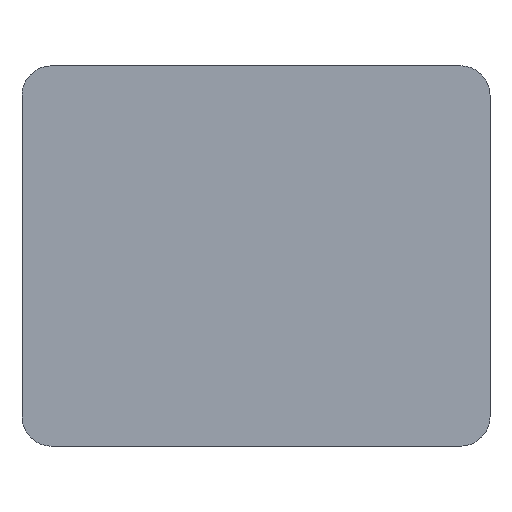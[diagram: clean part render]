
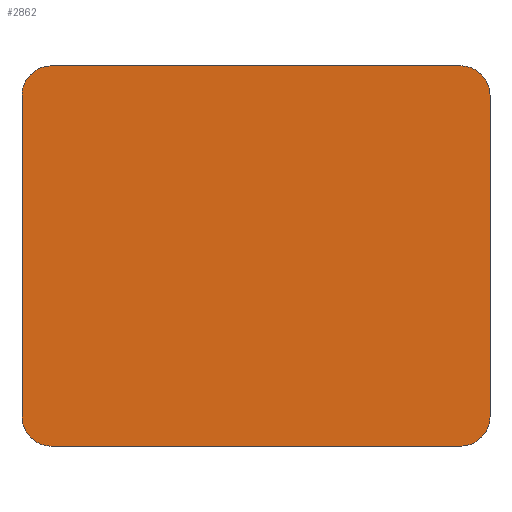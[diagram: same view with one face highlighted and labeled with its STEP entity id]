
A CAD part, front view. The second image highlights one B-rep face of the part: STEP entity #2862.
In plain terms, the highlighted free-form (B-spline) face has degree [1, 1] with [2, 2] control points.
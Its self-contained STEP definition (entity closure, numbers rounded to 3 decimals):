
#2606 = EDGE_CURVE('',#2607,#2609,#2611,.T.);
#2607 = VERTEX_POINT('',#2608);
#2608 = CARTESIAN_POINT('',(-75.44,-16.166,
    70.052));
#2609 = VERTEX_POINT('',#2610);
#2610 = CARTESIAN_POINT('',(-86.217,-16.166,
    59.274));
#2611 = ( BOUNDED_CURVE() B_SPLINE_CURVE(2,(#2612,#2613,#2614),
.UNSPECIFIED.,.F.,.F.) B_SPLINE_CURVE_WITH_KNOTS((3,3),(3.142,
4.712),.PIECEWISE_BEZIER_KNOTS.) CURVE() 
GEOMETRIC_REPRESENTATION_ITEM() RATIONAL_B_SPLINE_CURVE((1.,
0.707,1.)) REPRESENTATION_ITEM('') );
#2612 = CARTESIAN_POINT('',(-75.44,-16.166,
    70.052));
#2613 = CARTESIAN_POINT('',(-86.217,-16.166,
    70.052));
#2614 = CARTESIAN_POINT('',(-86.217,-16.166,
    59.274));
#2646 = EDGE_CURVE('',#2647,#2607,#2649,.T.);
#2647 = VERTEX_POINT('',#2648);
#2648 = CARTESIAN_POINT('',(75.44,-16.166,
    70.052));
#2649 = B_SPLINE_CURVE_WITH_KNOTS('',1,(#2650,#2651),.UNSPECIFIED.,.F.,
  .F.,(2,2),(-140.,-0.),.PIECEWISE_BEZIER_KNOTS.);
#2650 = CARTESIAN_POINT('',(75.44,-16.166,
    70.052));
#2651 = CARTESIAN_POINT('',(-75.44,-16.166,
    70.052));
#2674 = EDGE_CURVE('',#2675,#2647,#2677,.T.);
#2675 = VERTEX_POINT('',#2676);
#2676 = CARTESIAN_POINT('',(86.217,-16.166,
    59.274));
#2677 = ( BOUNDED_CURVE() B_SPLINE_CURVE(2,(#2678,#2679,#2680),
.UNSPECIFIED.,.F.,.F.) B_SPLINE_CURVE_WITH_KNOTS((3,3),(1.571,
3.142),.PIECEWISE_BEZIER_KNOTS.) CURVE() 
GEOMETRIC_REPRESENTATION_ITEM() RATIONAL_B_SPLINE_CURVE((1.,
0.707,1.)) REPRESENTATION_ITEM('') );
#2678 = CARTESIAN_POINT('',(86.217,-16.166,
    59.274));
#2679 = CARTESIAN_POINT('',(86.217,-16.166,
    70.052));
#2680 = CARTESIAN_POINT('',(75.44,-16.166,
    70.052));
#2706 = EDGE_CURVE('',#2707,#2675,#2709,.T.);
#2707 = VERTEX_POINT('',#2708);
#2708 = CARTESIAN_POINT('',(86.217,-16.166,
    -59.274));
#2709 = B_SPLINE_CURVE_WITH_KNOTS('',1,(#2710,#2711),.UNSPECIFIED.,.F.,
  .F.,(2,2),(-110.,0.),.PIECEWISE_BEZIER_KNOTS.);
#2710 = CARTESIAN_POINT('',(86.217,-16.166,
    -59.274));
#2711 = CARTESIAN_POINT('',(86.217,-16.166,
    59.274));
#2734 = EDGE_CURVE('',#2735,#2707,#2737,.T.);
#2735 = VERTEX_POINT('',#2736);
#2736 = CARTESIAN_POINT('',(75.44,-16.166,
    -70.052));
#2737 = ( BOUNDED_CURVE() B_SPLINE_CURVE(2,(#2738,#2739,#2740),
.UNSPECIFIED.,.F.,.F.) B_SPLINE_CURVE_WITH_KNOTS((3,3),(0.,
1.571),.PIECEWISE_BEZIER_KNOTS.) CURVE() 
GEOMETRIC_REPRESENTATION_ITEM() RATIONAL_B_SPLINE_CURVE((1.,
0.707,1.)) REPRESENTATION_ITEM('') );
#2738 = CARTESIAN_POINT('',(75.44,-16.166,
    -70.052));
#2739 = CARTESIAN_POINT('',(86.217,-16.166,
    -70.052));
#2740 = CARTESIAN_POINT('',(86.217,-16.166,
    -59.274));
#2766 = EDGE_CURVE('',#2767,#2735,#2769,.T.);
#2767 = VERTEX_POINT('',#2768);
#2768 = CARTESIAN_POINT('',(-75.44,-16.166,
    -70.052));
#2769 = B_SPLINE_CURVE_WITH_KNOTS('',1,(#2770,#2771),.UNSPECIFIED.,.F.,
  .F.,(2,2),(-140.,0.),.PIECEWISE_BEZIER_KNOTS.);
#2770 = CARTESIAN_POINT('',(-75.44,-16.166,
    -70.052));
#2771 = CARTESIAN_POINT('',(75.44,-16.166,
    -70.052));
#2794 = EDGE_CURVE('',#2795,#2767,#2797,.T.);
#2795 = VERTEX_POINT('',#2796);
#2796 = CARTESIAN_POINT('',(-86.217,-16.166,
    -59.274));
#2797 = ( BOUNDED_CURVE() B_SPLINE_CURVE(2,(#2798,#2799,#2800),
.UNSPECIFIED.,.F.,.F.) B_SPLINE_CURVE_WITH_KNOTS((3,3),(4.712,
6.283),.PIECEWISE_BEZIER_KNOTS.) CURVE() 
GEOMETRIC_REPRESENTATION_ITEM() RATIONAL_B_SPLINE_CURVE((1.,
0.707,1.)) REPRESENTATION_ITEM('') );
#2798 = CARTESIAN_POINT('',(-86.217,-16.166,
    -59.274));
#2799 = CARTESIAN_POINT('',(-86.217,-16.166,
    -70.052));
#2800 = CARTESIAN_POINT('',(-75.44,-16.166,
    -70.052));
#2826 = EDGE_CURVE('',#2609,#2795,#2827,.T.);
#2827 = B_SPLINE_CURVE_WITH_KNOTS('',1,(#2828,#2829),.UNSPECIFIED.,.F.,
  .F.,(2,2),(-110.,0.),.PIECEWISE_BEZIER_KNOTS.);
#2828 = CARTESIAN_POINT('',(-86.217,-16.166,
    59.274));
#2829 = CARTESIAN_POINT('',(-86.217,-16.166,
    -59.274));
#2862 = ADVANCED_FACE('',(#2863),#2873,.T.);
#2863 = FACE_BOUND('',#2864,.T.);
#2864 = EDGE_LOOP('',(#2865,#2866,#2867,#2868,#2869,#2870,#2871,#2872));
#2865 = ORIENTED_EDGE('',*,*,#2606,.T.);
#2866 = ORIENTED_EDGE('',*,*,#2826,.T.);
#2867 = ORIENTED_EDGE('',*,*,#2794,.T.);
#2868 = ORIENTED_EDGE('',*,*,#2766,.T.);
#2869 = ORIENTED_EDGE('',*,*,#2734,.T.);
#2870 = ORIENTED_EDGE('',*,*,#2706,.T.);
#2871 = ORIENTED_EDGE('',*,*,#2674,.T.);
#2872 = ORIENTED_EDGE('',*,*,#2646,.T.);
#2873 = B_SPLINE_SURFACE_WITH_KNOTS('',1,1,(
    (#2874,#2875)
    ,(#2876,#2877
    )),.UNSPECIFIED.,.F.,.F.,.F.,(2,2),(2,2),(-65.,65.),(-80.,80.),
  .PIECEWISE_BEZIER_KNOTS.);
#2874 = CARTESIAN_POINT('',(-86.217,-16.166,
    70.052));
#2875 = CARTESIAN_POINT('',(86.217,-16.166,
    70.052));
#2876 = CARTESIAN_POINT('',(-86.217,-16.166,
    -70.052));
#2877 = CARTESIAN_POINT('',(86.217,-16.166,
    -70.052));
